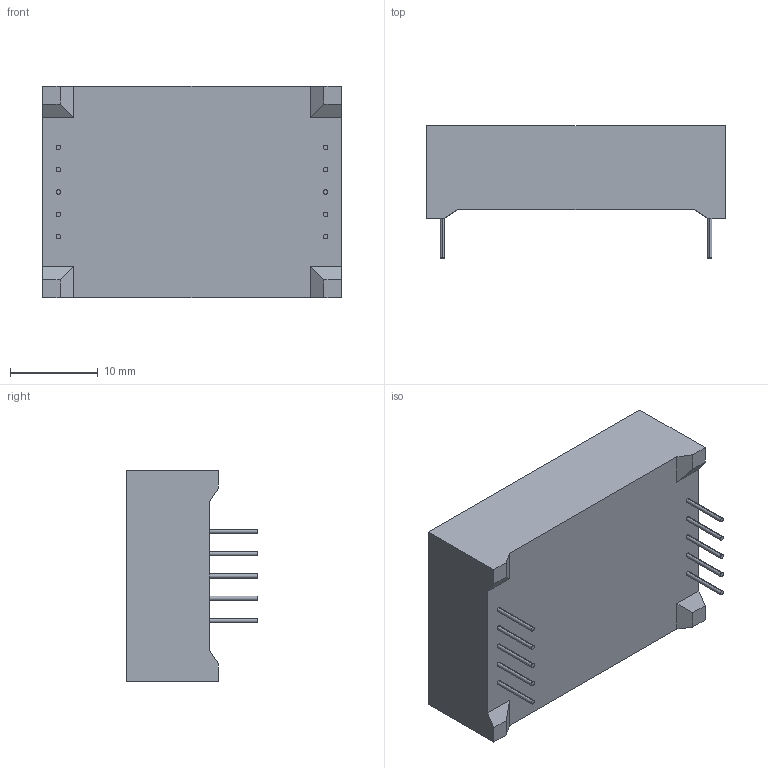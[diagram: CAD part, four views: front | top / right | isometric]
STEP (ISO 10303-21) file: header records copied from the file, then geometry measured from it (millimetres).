
FILE_DESCRIPTION (( 'STEP AP214' ), '1' );
FILE_NAME ('SA10-21SRWA.STEP', '2023-11-22T12:40:58', ( '' ), ( '' ), 'SwSTEP 2.0', 'SolidWorks 2021', '' );
FILE_SCHEMA (( 'AUTOMOTIVE_DESIGN' ));
Length unit declared in the file: millimetre
Products named in the file (1): SA10-21SRWA
Bounding box: 34 x 15 x 24 mm (x, y, z)
Volume: 7794.3 mm3; surface area: 3555.3 mm2
Topology: 19 solids, 19 shells, 170 faces, 372 edges, 248 vertices
Faces by surface type: plane 146, cylinder 24
Entity records: 5471 total; most frequent: CARTESIAN_POINT 791, DIRECTION 762, ORIENTED_EDGE 744, EDGE_CURVE 372, LINE 324, VECTOR 324, VERTEX_POINT 248, AXIS2_PLACEMENT_3D 219
